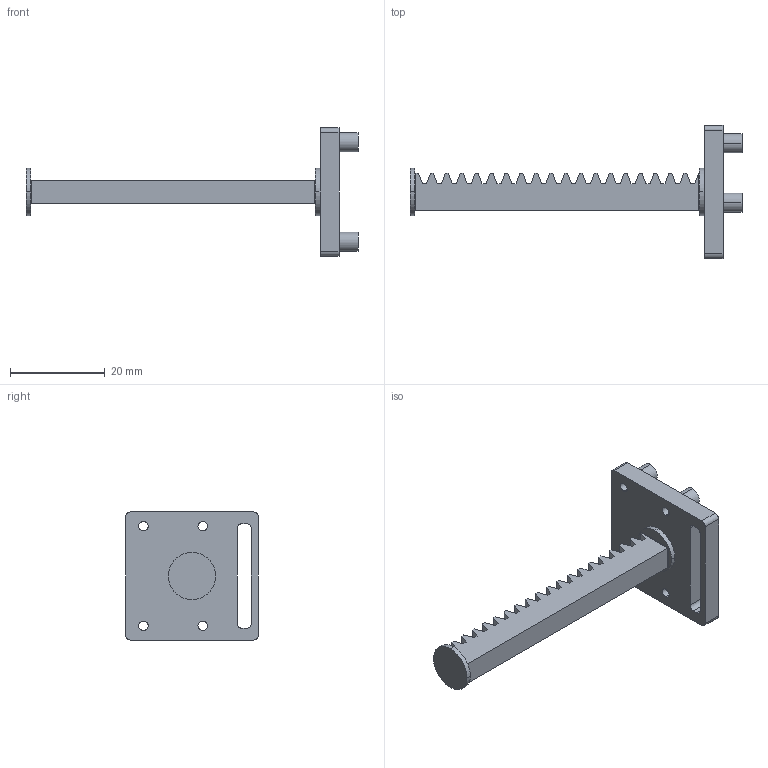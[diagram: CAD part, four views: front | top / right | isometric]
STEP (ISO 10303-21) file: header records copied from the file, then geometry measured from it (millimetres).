
FILE_DESCRIPTION (( 'STEP AP203' ), '1' );
FILE_NAME ('ISO - Rack-spur - rectangular 1M 20PA 5FW 5PH 125L---SAll.STEP', '2020-07-30T21:50:11', ( '' ), ( '' ), 'SwSTEP 2.0', 'SolidWorks 2018', '' );
FILE_SCHEMA (( 'CONFIG_CONTROL_DESIGN' ));
Length unit declared in the file: millimetre
Products named in the file (1): ISO - Rack-spur - rectangular 1M 20PA 5FW 5PH 125L---SAll
Bounding box: 70 x 28 x 27 mm (x, y, z)
Volume: 5052.5 mm3; surface area: 4236.8 mm2
Topology: 1 solids, 1 shells, 175 faces, 494 edges, 328 vertices
Faces by surface type: plane 104, cylinder 71
Entity records: 5775 total; most frequent: CARTESIAN_POINT 998, ORIENTED_EDGE 988, DIRECTION 988, EDGE_CURVE 494, VECTOR 352, LINE 352, VERTEX_POINT 328, AXIS2_PLACEMENT_3D 318
